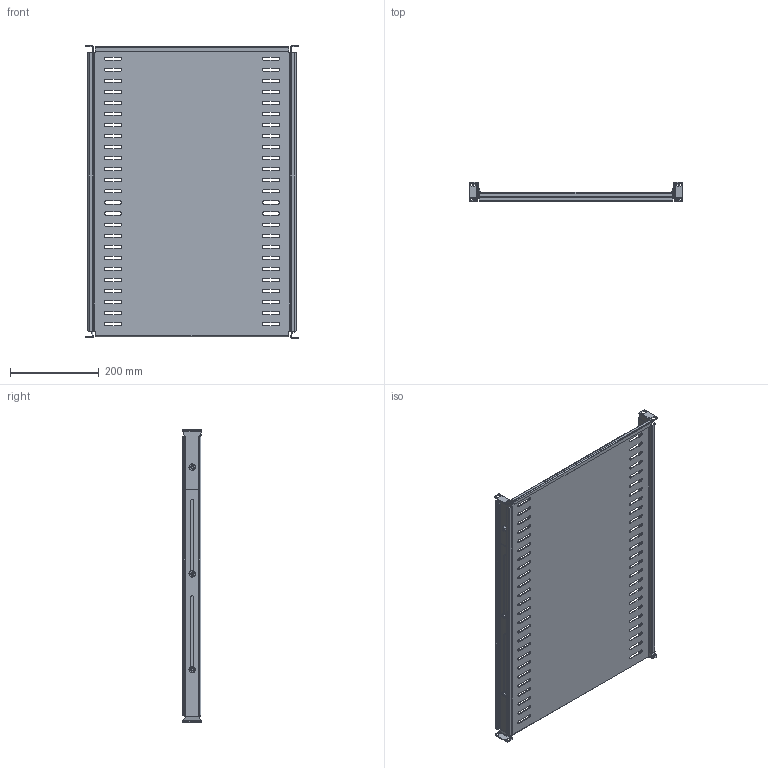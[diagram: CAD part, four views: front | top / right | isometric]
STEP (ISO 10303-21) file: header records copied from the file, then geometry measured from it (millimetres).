
FILE_DESCRIPTION (( 'STEP AP214' ), '1' );
FILE_NAME ('Tripp Lite SRSHELF4PHD.STEP', '2017-08-31T21:21:05', ( '' ), ( '' ), 'SwSTEP 2.0', 'SolidWorks 2015', '' );
FILE_SCHEMA (( 'AUTOMOTIVE_DESIGN' ));
Length unit declared in the file: millimetre
Products named in the file (6): Tripp Lite SRSHELF4PHD; 310671; 102723_B_201009; M6 X 12 TRUSS HD MCH SCR REP_90271A537; 102722_B_201009; 102724_B_REVISION B
Assembly tree (17 placements, depth 2):
  Tripp Lite SRSHELF4PHD
    102722_B_201009
    102723_B_201009  x2
    102724_B_REVISION B  x2
    M6 X 12 TRUSS HD MCH SCR REP_90271A537  x6
    310671  x6
Bounding box: 481 x 43.5 x 659.74 mm (x, y, z)
Volume: 952165.3 mm3; surface area: 980700.9 mm2
Topology: 17 solids, 17 shells, 824 faces, 2102 edges, 1324 vertices
Faces by surface type: plane 478, cylinder 286, torus 24, bspline 12, cone 12, sphere 12
Entity records: 16086 total; most frequent: CARTESIAN_POINT 2864, DIRECTION 2744, ORIENTED_EDGE 2636, EDGE_CURVE 1318, AXIS2_PLACEMENT_3D 934, VECTOR 876, LINE 876, VERTEX_POINT 832
